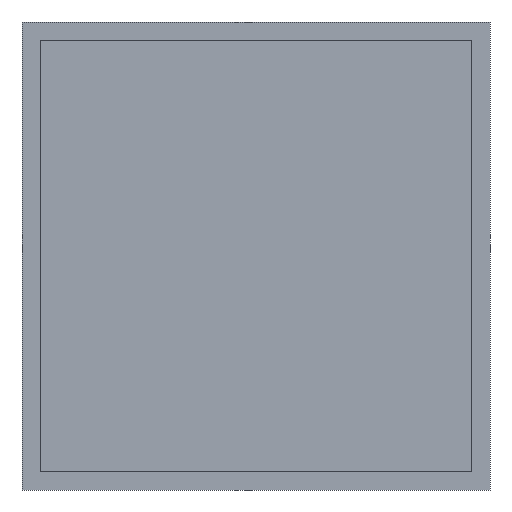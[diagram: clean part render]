
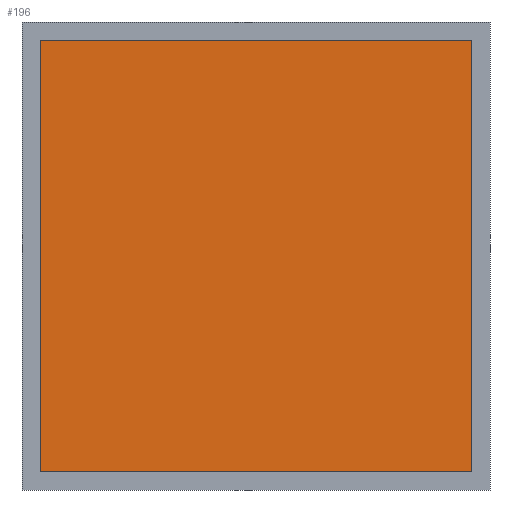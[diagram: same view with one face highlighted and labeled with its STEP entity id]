
A CAD part, left-side view. The second image highlights one B-rep face of the part: STEP entity #196.
In plain terms, the highlighted planar face has unit normal (-1, 0, 0).
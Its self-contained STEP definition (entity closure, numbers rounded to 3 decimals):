
#26=FACE_OUTER_BOUND('',#38,.T.);
#38=EDGE_LOOP('',(#171,#172,#173,#174));
#39=LINE('',#274,#63);
#43=LINE('',#282,#67);
#46=LINE('',#288,#70);
#49=LINE('',#293,#73);
#63=VECTOR('',#226,10.);
#67=VECTOR('',#232,10.);
#70=VECTOR('',#237,10.);
#73=VECTOR('',#242,10.);
#87=VERTEX_POINT('',#272);
#88=VERTEX_POINT('',#273);
#91=VERTEX_POINT('',#281);
#93=VERTEX_POINT('',#287);
#103=EDGE_CURVE('',#87,#88,#39,.T.);
#107=EDGE_CURVE('',#88,#91,#43,.T.);
#110=EDGE_CURVE('',#91,#93,#46,.T.);
#113=EDGE_CURVE('',#93,#87,#49,.T.);
#171=ORIENTED_EDGE('',*,*,#103,.T.);
#172=ORIENTED_EDGE('',*,*,#107,.T.);
#173=ORIENTED_EDGE('',*,*,#110,.T.);
#174=ORIENTED_EDGE('',*,*,#113,.T.);
#185=PLANE('',#221);
#196=ADVANCED_FACE('',(#26),#185,.F.);
#221=AXIS2_PLACEMENT_3D('',#321,#268,#269);
#226=DIRECTION('',(0.,0.,-1.));
#232=DIRECTION('',(0.,-1.,0.));
#237=DIRECTION('',(0.,0.,1.));
#242=DIRECTION('',(0.,1.,0.));
#268=DIRECTION('center_axis',(1.,0.,0.));
#269=DIRECTION('ref_axis',(0.,1.,0.));
#272=CARTESIAN_POINT('',(0.,13.,18.));
#273=CARTESIAN_POINT('',(0.,13.,-28.));
#274=CARTESIAN_POINT('',(0.,13.,-16.5));
#281=CARTESIAN_POINT('',(0.,-33.,-28.));
#282=CARTESIAN_POINT('',(0.,-21.5,-28.));
#287=CARTESIAN_POINT('',(0.,-33.,18.));
#288=CARTESIAN_POINT('',(0.,-33.,6.5));
#293=CARTESIAN_POINT('',(0.,1.5,18.));
#321=CARTESIAN_POINT('Origin',(0.,-10.,-5.));
